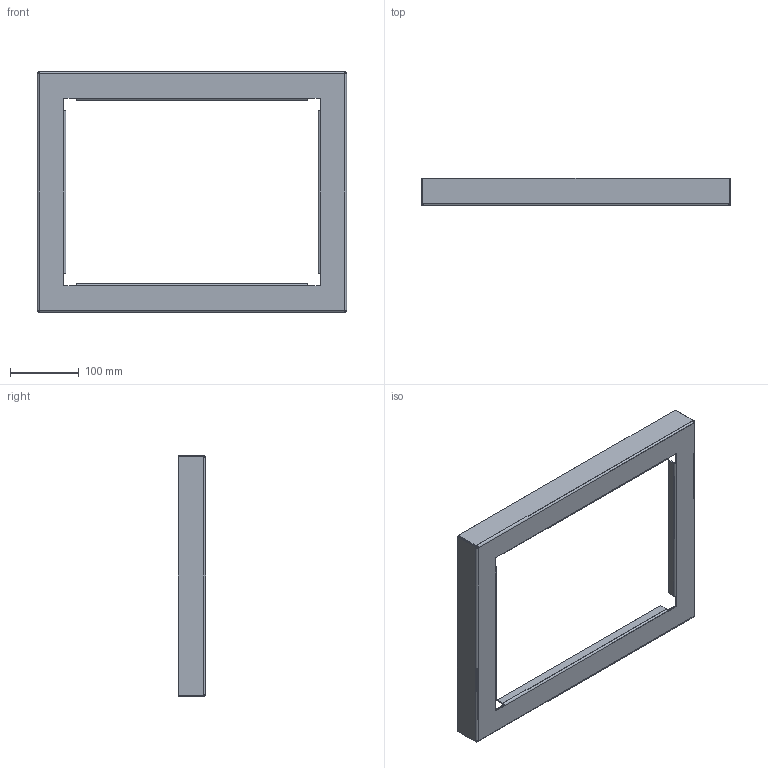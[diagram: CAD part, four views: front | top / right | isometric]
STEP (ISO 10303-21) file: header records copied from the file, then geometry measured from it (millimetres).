
FILE_DESCRIPTION(/* description */ ('STEP AP214'),/* implementation_level */ '2;1');
FILE_NAME(/* name */ '68ca6542cfc46fb29e3b6327',/* time_stamp */ '2025-09-17T07:37:39Z',/* author */ (''),/* organization */ (''),/* preprocessor_version */ 'ST-DEVELOPER v20',/* originating_system */ 'ONSHAPE BY PTC INC, 1.203',/* authorisation */ ' ');
FILE_SCHEMA (('AUTOMOTIVE_DESIGN {1 0 10303 214 3 1 1}'));
Length unit declared in the file: metre
Products named in the file (1): Part 1
Bounding box: 450 x 40 x 350 mm (x, y, z)
Volume: 199473.3 mm3; surface area: 270972.9 mm2
Topology: 1 solids, 1 shells, 114 faces, 272 edges, 160 vertices
Faces by surface type: plane 98, cylinder 16
Entity records: 3210 total; most frequent: CARTESIAN_POINT 547, ORIENTED_EDGE 544, DIRECTION 534, EDGE_CURVE 272, LINE 240, VECTOR 240, VERTEX_POINT 160, AXIS2_PLACEMENT_3D 147
